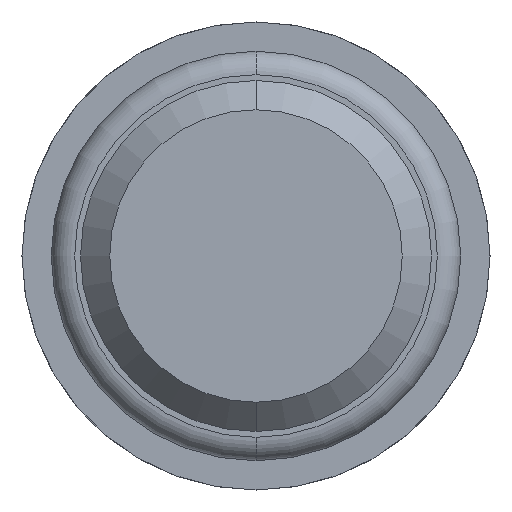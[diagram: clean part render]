
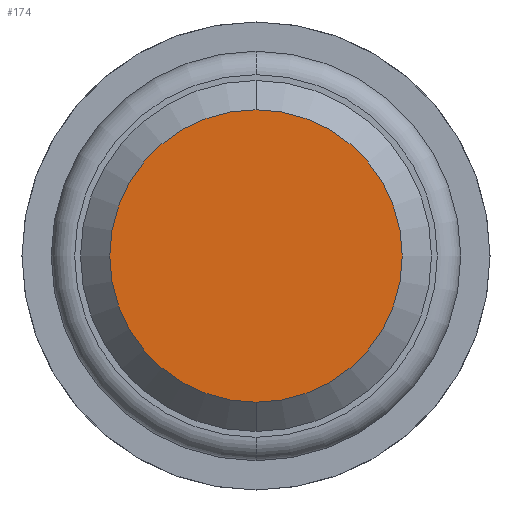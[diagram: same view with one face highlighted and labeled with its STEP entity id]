
A CAD part, front view. The second image highlights one B-rep face of the part: STEP entity #174.
In plain terms, the highlighted planar face has unit normal (0, -1, 0).
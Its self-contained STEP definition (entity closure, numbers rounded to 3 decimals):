
#81 = DIRECTION ( 'NONE',  ( 0., -1., 0. ) ) ;
#174 = ADVANCED_FACE ( 'Defeature ausgef�hrt3_4', ( #1419 ), #2780, .F. ) ;
#451 = DIRECTION ( 'NONE',  ( 0., 0., 1. ) ) ;
#638 = EDGE_CURVE ( 'Defeature ausgef�hrt3_4+Defeature ausgef�hrt3_3+Defeature ausgef�hrt3_3+Defeature ausgef�hrt3_3', #2221, #3707, #2168, .T. ) ;
#952 = CARTESIAN_POINT ( 'NONE',  ( 0., -34.6, 1.25 ) ) ;
#1305 = EDGE_CURVE ( 'Defeature ausgef�hrt3_4+Defeature ausgef�hrt3_3+Defeature ausgef�hrt3_3+Defeature ausgef�hrt3_3', #3707, #2221, #1892, .T. ) ;
#1350 = CARTESIAN_POINT ( 'NONE',  ( 0., -34.6, 0. ) ) ;
#1419 = FACE_OUTER_BOUND ( 'NONE', #2719, .T. ) ;
#1707 = ORIENTED_EDGE ( 'NONE', *, *, #638, .T. ) ;
#1892 = CIRCLE ( 'NONE', #2578, 1.25 ) ;
#2075 = CARTESIAN_POINT ( 'NONE',  ( 0., -34.6, 0. ) ) ;
#2168 = CIRCLE ( 'NONE', #4395, 1.25 ) ;
#2221 = VERTEX_POINT ( 'NONE', #3074 ) ;
#2416 = DIRECTION ( 'NONE',  ( 0., 1., 0. ) ) ;
#2578 = AXIS2_PLACEMENT_3D ( 'NONE', #3546, #81, #451 ) ;
#2719 = EDGE_LOOP ( 'NONE', ( #3885, #1707 ) ) ;
#2743 = DIRECTION ( 'NONE',  ( 0., 0., 1. ) ) ;
#2780 = PLANE ( 'NONE',  #3833 ) ;
#3074 = CARTESIAN_POINT ( 'NONE',  ( 0., -34.6, -1.25 ) ) ;
#3127 = DIRECTION ( 'NONE',  ( 0., 0., 1. ) ) ;
#3546 = CARTESIAN_POINT ( 'NONE',  ( 0., -34.6, 0. ) ) ;
#3707 = VERTEX_POINT ( 'NONE', #952 ) ;
#3739 = DIRECTION ( 'NONE',  ( 0., -1., 0. ) ) ;
#3833 = AXIS2_PLACEMENT_3D ( 'NONE', #2075, #2416, #3127 ) ;
#3885 = ORIENTED_EDGE ( 'NONE', *, *, #1305, .T. ) ;
#4395 = AXIS2_PLACEMENT_3D ( 'NONE', #1350, #3739, #2743 ) ;
